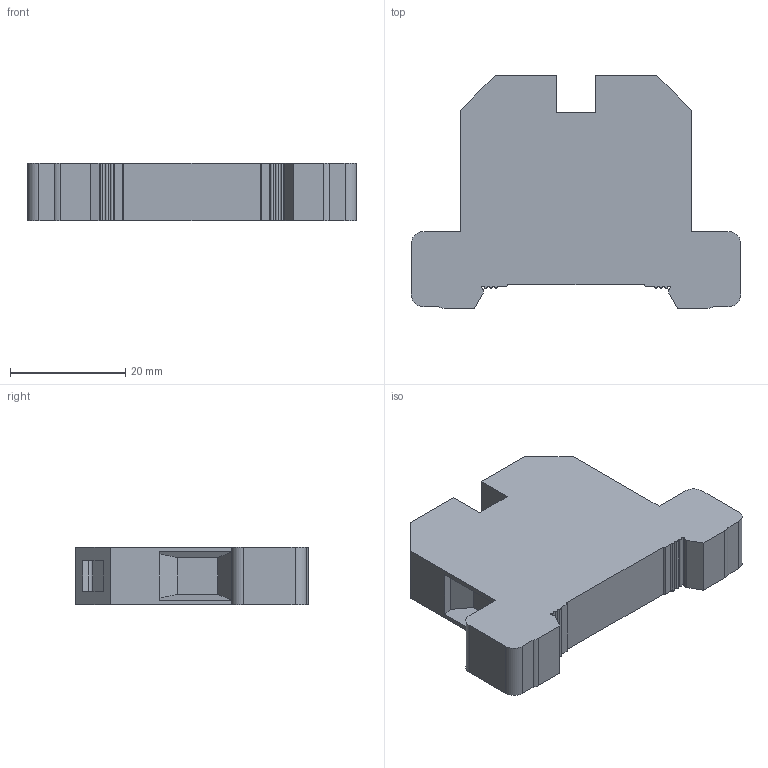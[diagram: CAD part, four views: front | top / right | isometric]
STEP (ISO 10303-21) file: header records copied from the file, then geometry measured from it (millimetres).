
FILE_DESCRIPTION((''),'2;1');
FILE_NAME('USK-10JD','2022-11-02T',('dell'),(''),'PRO/ENGINEER BY PARAMETRIC TECHNOLOGY CORPORATION, 2013230','PRO/ENGINEER BY PARAMETRIC TECHNOLOGY CORPORATION, 2013230','');
FILE_SCHEMA(('CONFIG_CONTROL_DESIGN'));
Length unit declared in the file: millimetre
Products named in the file (1): USK-10JD
Bounding box: 57 x 40.3 x 10 mm (x, y, z)
Volume: 14583.7 mm3; surface area: 6135.9 mm2
Topology: 1 solids, 1 shells, 87 faces, 236 edges, 156 vertices
Faces by surface type: plane 51, cylinder 36
Entity records: 2788 total; most frequent: DIRECTION 482, CARTESIAN_POINT 479, ORIENTED_EDGE 472, EDGE_CURVE 236, VECTOR 164, LINE 164, AXIS2_PLACEMENT_3D 159, VERTEX_POINT 156
